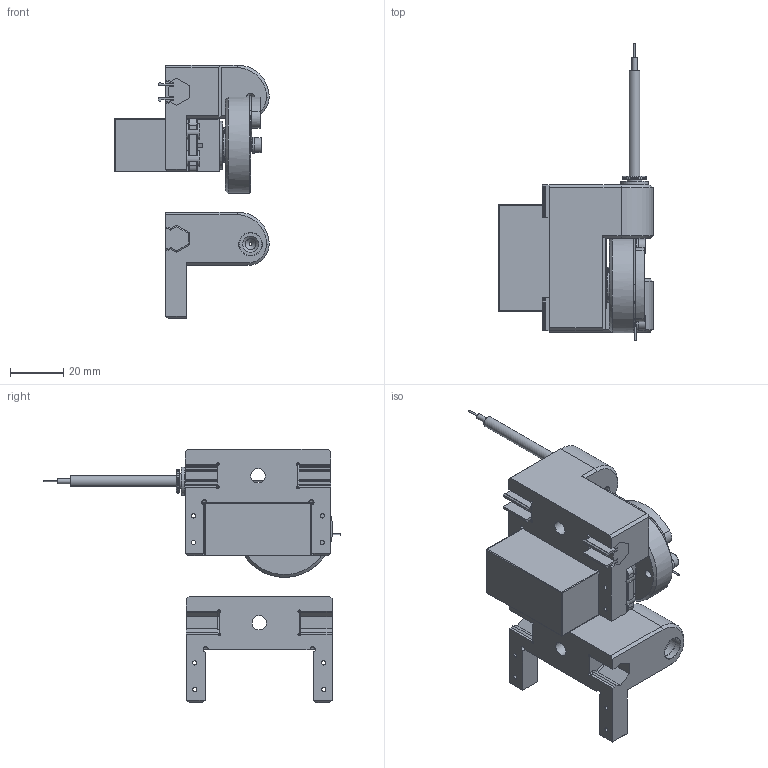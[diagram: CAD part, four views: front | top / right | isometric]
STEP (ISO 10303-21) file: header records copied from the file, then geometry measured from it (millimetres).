
FILE_DESCRIPTION(/* description */ ('','CAx-IF Rec.Pracs.---Representation and Presentation of Product Manufacturing Information (PMI)---4.0---2014-10-13'),/* implementation_level */ '2;1');
FILE_NAME(/* name */ 'Bowden Cutter Actuator Servo Holder.step',/* time_stamp */ '2025-01-11T19:54:54+01:00',/* author */ (''),/* organization */ (''),/* preprocessor_version */ 'ST-DEVELOPER v20',/* originating_system */ 'Autodesk Translation Framework v13.20.0.188',/* authorisation */ '');
FILE_SCHEMA (('AP242_MANAGED_MODEL_BASED_3D_ENGINEERING_MIM_LF { 1 0 10303 442 1 1 4 }'));
Products named in the file (22): Bowden Servo Holder; Body (1); Main Body Goofy; 2020 Clamp (1); Servo MS62 25KG Miuzei v18; Servo Body; Rubber Feet; servoarm; Komponente2; ECAS Bowden Collet; Plunger; Collet Body; Seal Retainer; Grab Ring; PTFE Tube 2mm/4mm; PTFE Tube 1mm/2mm; wire; 96505A111_Steel Oversized Washer; M3 5x4 Heatset Insert; 91292A110_18-8 Stainless Steel Socket Head Screw; 99461A916_Phillips Rounded Head Thread-Forming Screws; 90258A173_Phillips Oval Head Screws
Assembly tree (28 placements, depth 3):
  Bowden Servo Holder
    Body (1)
    Main Body Goofy
    2020 Clamp (1)  x2
    Servo MS62 25KG Miuzei v18
      Servo Body
      Rubber Feet
    servoarm
    Komponente2
    ECAS Bowden Collet
      Plunger
      Collet Body
      Seal Retainer
      Grab Ring
    PTFE Tube 2mm/4mm
    PTFE Tube 1mm/2mm
    wire
    96505A111_Steel Oversized Washer  x2
    M3 5x4 Heatset Insert  x2
    91292A110_18-8 Stainless Steel Socket Head Screw  x2
    99461A916_Phillips Rounded Head Thread-Forming Screws  x4
    90258A173_Phillips Oval Head Screws
Bounding box: 57.77 x 110.79 x 95 mm (x, y, z)
Volume: 99522.3 mm3; surface area: 36817.2 mm2
Topology: 29 solids, 29 shells, 1551 faces, 4165 edges, 2700 vertices
Faces by surface type: plane 614, cylinder 529, bspline 179, cone 157, torus 63, sphere 9
Full cylindrical faces by diameter (mm): 0.6 x4, 1 x3, 1.15 x28, 1.4 x24, 1.6 x8, 2 x34, 2.35 x24, 2.9 x2, 3 x27, 3.2 x3, 3.25 x4, 3.5 x4, 4 x4, 4.1 x2, 4.25 x4, 4.6 x2, 5.4 x2, 5.5 x4, 6 x8, 6.5 x1, 6.8 x1, 7.7 x1, 8 x3, 8.4 x2, 8.47 x3, 9 x3, 10.4 x2, 10.45 x1, 13 x1, 21 x2
Entity records: 50321 total; most frequent: CARTESIAN_POINT 20370, ORIENTED_EDGE 6272, DIRECTION 5984, EDGE_CURVE 3136, AXIS2_PLACEMENT_3D 2202, VERTEX_POINT 2022, LINE 1580, VECTOR 1580
